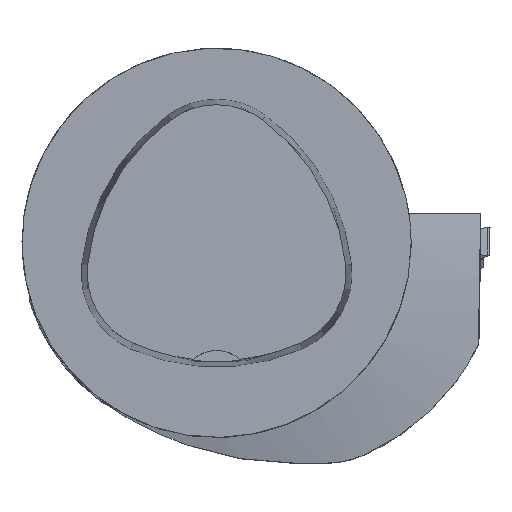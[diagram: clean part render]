
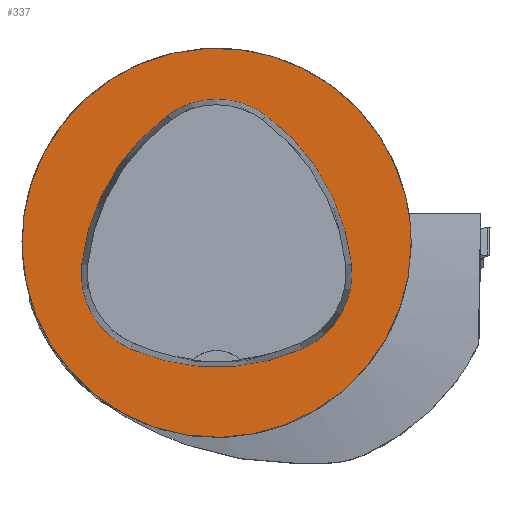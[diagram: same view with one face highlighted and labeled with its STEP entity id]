
A CAD part, top view. The second image highlights one B-rep face of the part: STEP entity #337.
In plain terms, the highlighted planar face has unit normal (0, 0, 1).
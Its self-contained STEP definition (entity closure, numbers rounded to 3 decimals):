
#127=FACE_BOUND('',#616,.T.);
#128=FACE_BOUND('',#617,.T.);
#241=CIRCLE('',#2266,40.);
#242=CIRCLE('',#2272,44.);
#244=CIRCLE('',#2275,17.);
#246=CIRCLE('',#2278,44.);
#248=CIRCLE('',#2281,17.);
#251=CIRCLE('',#2285,44.);
#254=CIRCLE('',#2289,17.);
#337=ADVANCED_FACE('',(#127,#128),#411,.T.);
#411=PLANE('',#2294);
#616=EDGE_LOOP('',(#1145,#1146,#1147,#1148,#1149,#1150));
#617=EDGE_LOOP('',(#1151));
#1145=ORIENTED_EDGE('',*,*,#1710,.F.);
#1146=ORIENTED_EDGE('',*,*,#1705,.F.);
#1147=ORIENTED_EDGE('',*,*,#1700,.F.);
#1148=ORIENTED_EDGE('',*,*,#1697,.F.);
#1149=ORIENTED_EDGE('',*,*,#1694,.F.);
#1150=ORIENTED_EDGE('',*,*,#1690,.F.);
#1151=ORIENTED_EDGE('',*,*,#1681,.T.);
#1422=VERTEX_POINT('',#4497);
#1431=VERTEX_POINT('',#4516);
#1432=VERTEX_POINT('',#4517);
#1435=VERTEX_POINT('',#4525);
#1437=VERTEX_POINT('',#4531);
#1439=VERTEX_POINT('',#4537);
#1443=VERTEX_POINT('',#4550);
#1681=EDGE_CURVE('',#1422,#1422,#241,.T.);
#1690=EDGE_CURVE('',#1431,#1432,#242,.T.);
#1694=EDGE_CURVE('',#1432,#1435,#244,.T.);
#1697=EDGE_CURVE('',#1435,#1437,#246,.T.);
#1700=EDGE_CURVE('',#1437,#1439,#248,.T.);
#1705=EDGE_CURVE('',#1439,#1443,#251,.T.);
#1710=EDGE_CURVE('',#1443,#1431,#254,.T.);
#2266=AXIS2_PLACEMENT_3D('',#4496,#2739,#2740);
#2272=AXIS2_PLACEMENT_3D('',#4515,#2755,#2756);
#2275=AXIS2_PLACEMENT_3D('',#4524,#2763,#2764);
#2278=AXIS2_PLACEMENT_3D('',#4530,#2770,#2771);
#2281=AXIS2_PLACEMENT_3D('',#4536,#2777,#2778);
#2285=AXIS2_PLACEMENT_3D('',#4549,#2786,#2787);
#2289=AXIS2_PLACEMENT_3D('',#4562,#2795,#2796);
#2294=AXIS2_PLACEMENT_3D('',#4567,#2805,#2806);
#2739=DIRECTION('',(0.,0.,1.));
#2740=DIRECTION('',(1.,0.,0.));
#2755=DIRECTION('',(0.,0.,1.));
#2756=DIRECTION('',(1.,0.,0.));
#2763=DIRECTION('',(0.,0.,1.));
#2764=DIRECTION('',(1.,0.,0.));
#2770=DIRECTION('',(0.,0.,1.));
#2771=DIRECTION('',(1.,0.,0.));
#2777=DIRECTION('',(0.,0.,1.));
#2778=DIRECTION('',(1.,0.,0.));
#2786=DIRECTION('',(0.,0.,1.));
#2787=DIRECTION('',(1.,0.,0.));
#2795=DIRECTION('',(0.,0.,1.));
#2796=DIRECTION('',(1.,0.,0.));
#2805=DIRECTION('',(0.,0.,1.));
#2806=DIRECTION('',(-1.,0.,0.));
#4496=CARTESIAN_POINT('',(0.,0.,0.));
#4497=CARTESIAN_POINT('',(40.,0.,0.));
#4515=CARTESIAN_POINT('',(-16.01,-9.224,0.));
#4516=CARTESIAN_POINT('',(27.722,-4.378,0.));
#4517=CARTESIAN_POINT('',(10.119,26.178,0.));
#4524=CARTESIAN_POINT('',(0.023,12.5,0.));
#4525=CARTESIAN_POINT('',(-10.049,26.194,0.));
#4530=CARTESIAN_POINT('',(16.021,-9.25,0.));
#4531=CARTESIAN_POINT('',(-27.71,-4.394,0.));
#4536=CARTESIAN_POINT('',(-10.814,-6.27,0.));
#4537=CARTESIAN_POINT('',(-17.611,-21.852,0.));
#4549=CARTESIAN_POINT('',(-0.017,18.477,0.));
#4550=CARTESIAN_POINT('',(17.652,-21.819,0.));
#4562=CARTESIAN_POINT('',(10.825,-6.25,0.));
#4567=CARTESIAN_POINT('',(0.,0.,0.));
